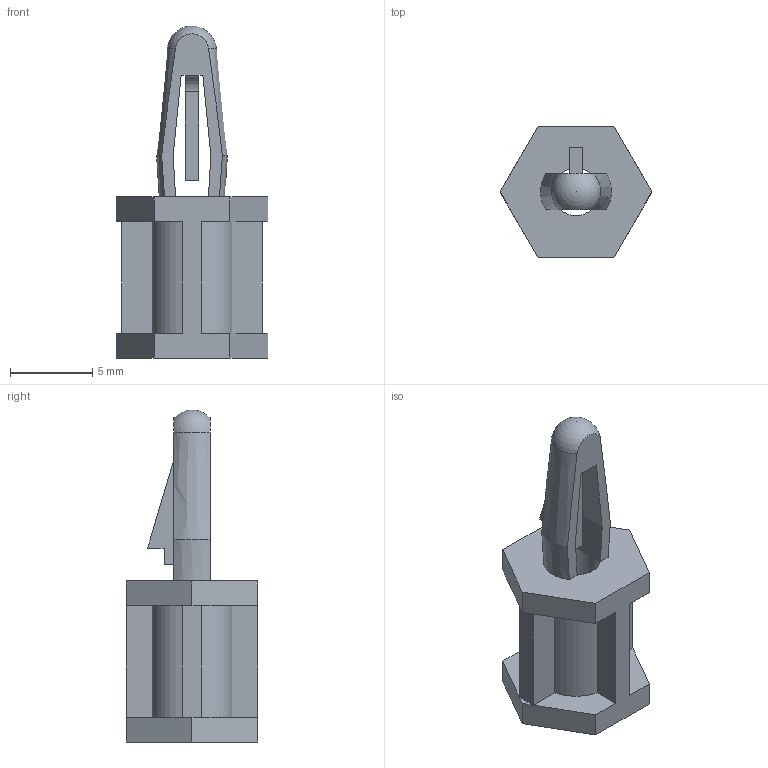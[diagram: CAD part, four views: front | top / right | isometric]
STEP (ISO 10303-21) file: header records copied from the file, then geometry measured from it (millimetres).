
FILE_DESCRIPTION(/* description */ ('Unknown'),/* implementation_level */ '2;1');
FILE_NAME(/* name */ '709952000',/* time_stamp */ '2024-01-16T13:43:51+01:00',/* author */ ('Unknown'),/* organization */ ('Unknown'),/* preprocessor_version */ 'ST-DEVELOPER v16.7',/* originating_system */ 'Solid Edge',/* authorisation */ 'Unknown');
FILE_SCHEMA (('AUTOMOTIVE_DESIGN {1 0 10303 214 3 1 1}'));
Length unit declared in the file: millimetre
Products named in the file (1): 709952000
Bounding box: 9.24 x 8 x 20.2 mm (x, y, z)
Volume: 345.1 mm3; surface area: 679.2 mm2
Topology: 1 solids, 1 shells, 62 faces, 167 edges, 104 vertices
Faces by surface type: plane 51, cylinder 6, cone 4, sphere 1
Full cylindrical faces by diameter (mm): 2.9 x1
Entity records: 1909 total; most frequent: CARTESIAN_POINT 350, ORIENTED_EDGE 324, DIRECTION 305, EDGE_CURVE 162, LINE 129, VECTOR 129, VERTEX_POINT 101, AXIS2_PLACEMENT_3D 88
